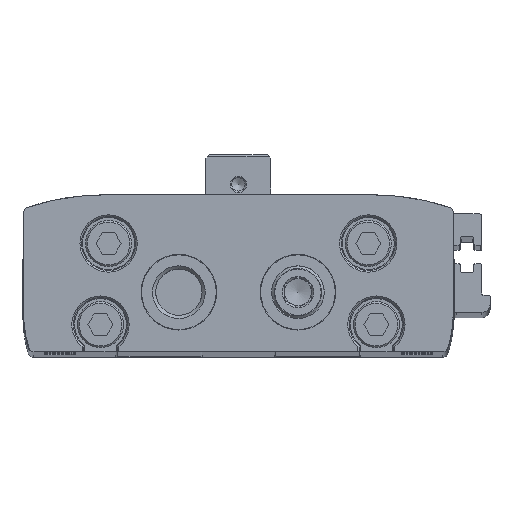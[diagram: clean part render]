
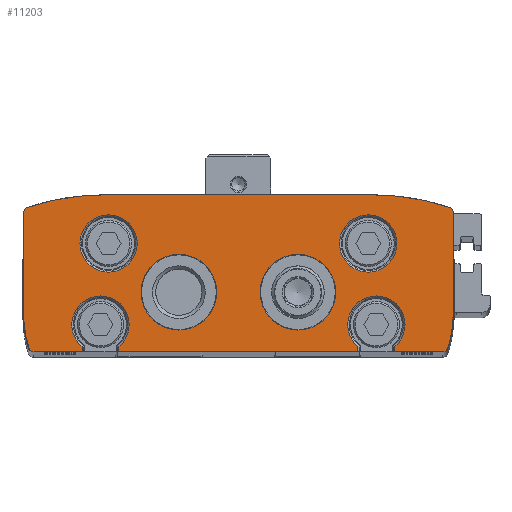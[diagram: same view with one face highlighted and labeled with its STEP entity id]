
A CAD part, top view. The second image highlights one B-rep face of the part: STEP entity #11203.
In plain terms, the highlighted planar face has unit normal (0, 0, 1).
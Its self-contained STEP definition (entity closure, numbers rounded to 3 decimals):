
#556=CIRCLE('',#12205,5.3);
#557=CIRCLE('',#12206,5.3);
#558=CIRCLE('',#12207,1.);
#559=CIRCLE('',#12208,21.);
#560=CIRCLE('',#12209,1.);
#561=CIRCLE('',#12210,45.);
#562=CIRCLE('',#12211,45.);
#563=CIRCLE('',#12212,1.);
#564=CIRCLE('',#12213,21.);
#565=CIRCLE('',#12214,1.);
#566=CIRCLE('',#12215,5.3);
#567=CIRCLE('',#12216,5.3);
#568=CIRCLE('',#12217,7.);
#569=CIRCLE('',#12218,7.);
#1296=ORIENTED_EDGE('',*,*,#4405,.F.);
#1297=ORIENTED_EDGE('',*,*,#4394,.T.);
#1298=ORIENTED_EDGE('',*,*,#4262,.T.);
#1299=ORIENTED_EDGE('',*,*,#4396,.F.);
#1300=ORIENTED_EDGE('',*,*,#4406,.F.);
#1301=ORIENTED_EDGE('',*,*,#4404,.T.);
#1302=ORIENTED_EDGE('',*,*,#4254,.T.);
#1303=ORIENTED_EDGE('',*,*,#4407,.T.);
#1304=ORIENTED_EDGE('',*,*,#4408,.T.);
#1305=ORIENTED_EDGE('',*,*,#4409,.T.);
#1306=ORIENTED_EDGE('',*,*,#4410,.T.);
#1307=ORIENTED_EDGE('',*,*,#4411,.T.);
#1308=ORIENTED_EDGE('',*,*,#4412,.T.);
#1309=ORIENTED_EDGE('',*,*,#4413,.T.);
#1310=ORIENTED_EDGE('',*,*,#4414,.T.);
#1311=ORIENTED_EDGE('',*,*,#4415,.T.);
#1312=ORIENTED_EDGE('',*,*,#4416,.T.);
#1313=ORIENTED_EDGE('',*,*,#4417,.T.);
#1314=ORIENTED_EDGE('',*,*,#4250,.T.);
#1315=ORIENTED_EDGE('',*,*,#4386,.F.);
#1316=ORIENTED_EDGE('',*,*,#4418,.F.);
#1317=ORIENTED_EDGE('',*,*,#4419,.F.);
#1318=ORIENTED_EDGE('',*,*,#4420,.F.);
#1319=ORIENTED_EDGE('',*,*,#4421,.F.);
#4250=EDGE_CURVE('',#5821,#5820,#6935,.T.);
#4254=EDGE_CURVE('',#5825,#5824,#6939,.T.);
#4262=EDGE_CURVE('',#5833,#5832,#6943,.T.);
#4386=EDGE_CURVE('',#5944,#5820,#7013,.T.);
#4394=EDGE_CURVE('',#5949,#5833,#7020,.T.);
#4396=EDGE_CURVE('',#5950,#5832,#7021,.T.);
#4404=EDGE_CURVE('',#5955,#5825,#7028,.T.);
#4405=EDGE_CURVE('',#5949,#5944,#556,.T.);
#4406=EDGE_CURVE('',#5955,#5950,#557,.T.);
#4407=EDGE_CURVE('',#5824,#5956,#558,.T.);
#4408=EDGE_CURVE('',#5956,#5957,#559,.T.);
#4409=EDGE_CURVE('',#5957,#5958,#7029,.T.);
#4410=EDGE_CURVE('',#5958,#5959,#560,.T.);
#4411=EDGE_CURVE('',#5959,#5960,#561,.T.);
#4412=EDGE_CURVE('',#5960,#5961,#7030,.T.);
#4413=EDGE_CURVE('',#5961,#5962,#562,.T.);
#4414=EDGE_CURVE('',#5962,#5963,#563,.T.);
#4415=EDGE_CURVE('',#5963,#5964,#7031,.T.);
#4416=EDGE_CURVE('',#5964,#5965,#564,.T.);
#4417=EDGE_CURVE('',#5965,#5821,#565,.T.);
#4418=EDGE_CURVE('',#5966,#5966,#566,.T.);
#4419=EDGE_CURVE('',#5967,#5967,#567,.T.);
#4420=EDGE_CURVE('',#5968,#5968,#568,.T.);
#4421=EDGE_CURVE('',#5969,#5969,#569,.T.);
#5820=VERTEX_POINT('',#17127);
#5821=VERTEX_POINT('',#17129);
#5824=VERTEX_POINT('',#17135);
#5825=VERTEX_POINT('',#17137);
#5832=VERTEX_POINT('',#17151);
#5833=VERTEX_POINT('',#17153);
#5944=VERTEX_POINT('',#17417);
#5949=VERTEX_POINT('',#17436);
#5950=VERTEX_POINT('',#17443);
#5955=VERTEX_POINT('',#17462);
#5956=VERTEX_POINT('',#17468);
#5957=VERTEX_POINT('',#17470);
#5958=VERTEX_POINT('',#17472);
#5959=VERTEX_POINT('',#17474);
#5960=VERTEX_POINT('',#17476);
#5961=VERTEX_POINT('',#17478);
#5962=VERTEX_POINT('',#17480);
#5963=VERTEX_POINT('',#17482);
#5964=VERTEX_POINT('',#17484);
#5965=VERTEX_POINT('',#17486);
#5966=VERTEX_POINT('',#17489);
#5967=VERTEX_POINT('',#17491);
#5968=VERTEX_POINT('',#17493);
#5969=VERTEX_POINT('',#17495);
#6935=LINE('',#17128,#7853);
#6939=LINE('',#17136,#7857);
#6943=LINE('',#17152,#7861);
#7013=LINE('',#17419,#7931);
#7020=LINE('',#17437,#7938);
#7021=LINE('',#17445,#7939);
#7028=LINE('',#17463,#7946);
#7029=LINE('',#17471,#7947);
#7030=LINE('',#17477,#7948);
#7031=LINE('',#17483,#7949);
#7853=VECTOR('',#13496,1000.);
#7857=VECTOR('',#13500,1000.);
#7861=VECTOR('',#13512,1000.);
#7931=VECTOR('',#13710,1000.);
#7938=VECTOR('',#13723,1000.);
#7939=VECTOR('',#13726,1000.);
#7946=VECTOR('',#13739,1000.);
#7947=VECTOR('',#13750,1000.);
#7948=VECTOR('',#13755,1000.);
#7949=VECTOR('',#13760,1000.);
#8809=EDGE_LOOP('',(#1296,#1297,#1298,#1299,#1300,#1301,#1302,#1303,#1304,
#1305,#1306,#1307,#1308,#1309,#1310,#1311,#1312,#1313,#1314,#1315));
#8810=EDGE_LOOP('',(#1316));
#8811=EDGE_LOOP('',(#1317));
#8812=EDGE_LOOP('',(#1318));
#8813=EDGE_LOOP('',(#1319));
#9839=FACE_BOUND('',#8809,.T.);
#9840=FACE_BOUND('',#8810,.T.);
#9841=FACE_BOUND('',#8811,.T.);
#9842=FACE_BOUND('',#8812,.T.);
#9843=FACE_BOUND('',#8813,.T.);
#10843=PLANE('',#12204);
#11203=ADVANCED_FACE('',(#9839,#9840,#9841,#9842,#9843),#10843,.T.);
#12204=AXIS2_PLACEMENT_3D('',#17464,#13740,#13741);
#12205=AXIS2_PLACEMENT_3D('',#17465,#13742,#13743);
#12206=AXIS2_PLACEMENT_3D('',#17466,#13744,#13745);
#12207=AXIS2_PLACEMENT_3D('',#17467,#13746,#13747);
#12208=AXIS2_PLACEMENT_3D('',#17469,#13748,#13749);
#12209=AXIS2_PLACEMENT_3D('',#17473,#13751,#13752);
#12210=AXIS2_PLACEMENT_3D('',#17475,#13753,#13754);
#12211=AXIS2_PLACEMENT_3D('',#17479,#13756,#13757);
#12212=AXIS2_PLACEMENT_3D('',#17481,#13758,#13759);
#12213=AXIS2_PLACEMENT_3D('',#17485,#13761,#13762);
#12214=AXIS2_PLACEMENT_3D('',#17487,#13763,#13764);
#12215=AXIS2_PLACEMENT_3D('',#17488,#13765,#13766);
#12216=AXIS2_PLACEMENT_3D('',#17490,#13767,#13768);
#12217=AXIS2_PLACEMENT_3D('',#17492,#13769,#13770);
#12218=AXIS2_PLACEMENT_3D('',#17494,#13771,#13772);
#13496=DIRECTION('',(1.,0.,0.));
#13500=DIRECTION('',(1.,0.,0.));
#13512=DIRECTION('',(1.,0.,0.));
#13710=DIRECTION('',(0.,-1.,0.));
#13723=DIRECTION('',(0.,-1.,0.));
#13726=DIRECTION('',(0.,-1.,0.));
#13739=DIRECTION('',(0.,-1.,0.));
#13740=DIRECTION('',(0.,0.,1.));
#13741=DIRECTION('',(1.,0.,0.));
#13742=DIRECTION('',(0.,0.,1.));
#13743=DIRECTION('',(1.,0.,0.));
#13744=DIRECTION('',(0.,0.,1.));
#13745=DIRECTION('',(1.,0.,0.));
#13746=DIRECTION('',(0.,0.,1.));
#13747=DIRECTION('',(1.,0.,0.));
#13748=DIRECTION('',(0.,0.,1.));
#13749=DIRECTION('',(1.,0.,0.));
#13750=DIRECTION('',(0.,1.,0.));
#13751=DIRECTION('',(0.,0.,1.));
#13752=DIRECTION('',(1.,0.,0.));
#13753=DIRECTION('',(0.,0.,1.));
#13754=DIRECTION('',(1.,0.,0.));
#13755=DIRECTION('',(-1.,0.,0.));
#13756=DIRECTION('',(0.,0.,1.));
#13757=DIRECTION('',(1.,0.,0.));
#13758=DIRECTION('',(0.,0.,1.));
#13759=DIRECTION('',(1.,0.,0.));
#13760=DIRECTION('',(0.,-1.,0.));
#13761=DIRECTION('',(0.,0.,1.));
#13762=DIRECTION('',(1.,0.,0.));
#13763=DIRECTION('',(0.,0.,1.));
#13764=DIRECTION('',(1.,0.,0.));
#13765=DIRECTION('',(0.,0.,1.));
#13766=DIRECTION('',(1.,0.,0.));
#13767=DIRECTION('',(0.,0.,1.));
#13768=DIRECTION('',(1.,0.,0.));
#13769=DIRECTION('',(0.,0.,1.));
#13770=DIRECTION('',(1.,0.,0.));
#13771=DIRECTION('',(0.,0.,1.));
#13772=DIRECTION('',(1.,0.,0.));
#17127=CARTESIAN_POINT('',(-28.9,0.,300.));
#17128=CARTESIAN_POINT('',(-37.779,0.,300.));
#17129=CARTESIAN_POINT('',(-37.779,0.,300.));
#17135=CARTESIAN_POINT('',(37.779,0.,300.));
#17136=CARTESIAN_POINT('',(-37.779,0.,300.));
#17137=CARTESIAN_POINT('',(28.9,0.,300.));
#17151=CARTESIAN_POINT('',(22.1,0.,300.));
#17152=CARTESIAN_POINT('',(-37.779,0.,300.));
#17153=CARTESIAN_POINT('',(-22.1,0.,300.));
#17417=CARTESIAN_POINT('',(-28.9,0.934,300.));
#17419=CARTESIAN_POINT('',(-28.9,5.,300.));
#17436=CARTESIAN_POINT('',(-22.1,0.934,300.));
#17437=CARTESIAN_POINT('',(-22.1,5.,300.));
#17443=CARTESIAN_POINT('',(22.1,0.934,300.));
#17445=CARTESIAN_POINT('',(22.1,5.,300.));
#17462=CARTESIAN_POINT('',(28.9,0.934,300.));
#17463=CARTESIAN_POINT('',(28.9,5.,300.));
#17464=CARTESIAN_POINT('',(-18.7,7.,300.));
#17465=CARTESIAN_POINT('',(-25.5,5.,300.));
#17466=CARTESIAN_POINT('',(25.5,5.,300.));
#17467=CARTESIAN_POINT('',(37.779,1.,300.));
#17468=CARTESIAN_POINT('',(38.733,0.7,300.));
#17469=CARTESIAN_POINT('',(18.7,7.,300.));
#17470=CARTESIAN_POINT('',(39.7,7.,300.));
#17471=CARTESIAN_POINT('',(39.7,7.,300.));
#17472=CARTESIAN_POINT('',(39.7,25.713,300.));
#17473=CARTESIAN_POINT('',(38.7,25.713,300.));
#17474=CARTESIAN_POINT('',(39.018,26.661,300.));
#17475=CARTESIAN_POINT('',(24.7,-16.,300.));
#17476=CARTESIAN_POINT('',(24.7,29.,300.));
#17477=CARTESIAN_POINT('',(24.7,29.,300.));
#17478=CARTESIAN_POINT('',(-24.7,29.,300.));
#17479=CARTESIAN_POINT('',(-24.7,-16.,300.));
#17480=CARTESIAN_POINT('',(-39.018,26.661,300.));
#17481=CARTESIAN_POINT('',(-38.7,25.713,300.));
#17482=CARTESIAN_POINT('',(-39.7,25.713,300.));
#17483=CARTESIAN_POINT('',(-39.7,25.713,300.));
#17484=CARTESIAN_POINT('',(-39.7,7.,300.));
#17485=CARTESIAN_POINT('',(-18.7,7.,300.));
#17486=CARTESIAN_POINT('',(-38.733,0.7,300.));
#17487=CARTESIAN_POINT('',(-37.779,1.,300.));
#17488=CARTESIAN_POINT('',(-24.,20.,300.));
#17489=CARTESIAN_POINT('',(-18.7,20.,300.));
#17490=CARTESIAN_POINT('',(24.,20.,300.));
#17491=CARTESIAN_POINT('',(29.3,20.,300.));
#17492=CARTESIAN_POINT('',(-11.,11.,300.));
#17493=CARTESIAN_POINT('',(-4.,11.,300.));
#17494=CARTESIAN_POINT('',(11.,11.,300.));
#17495=CARTESIAN_POINT('',(18.,11.,300.));
